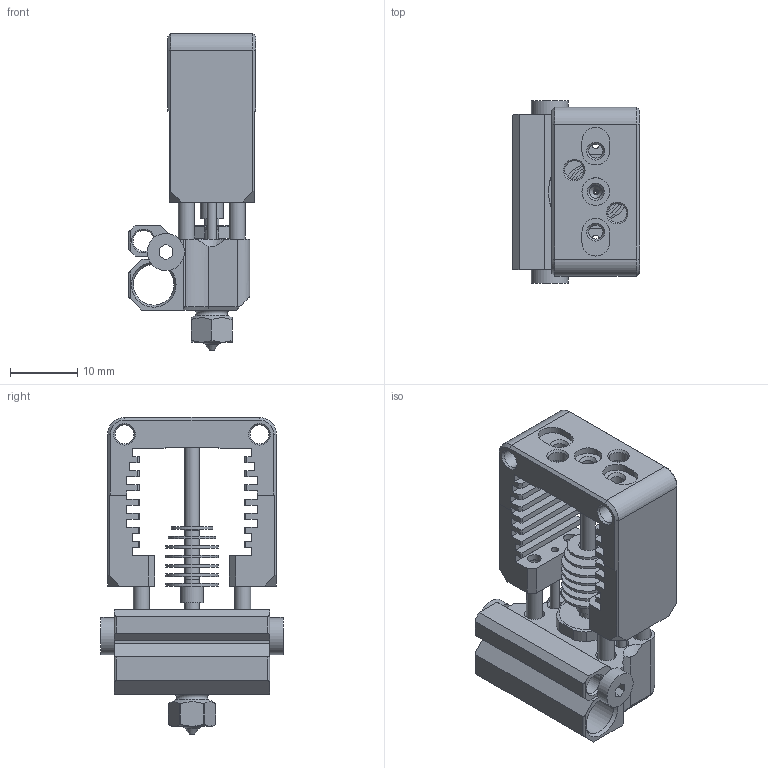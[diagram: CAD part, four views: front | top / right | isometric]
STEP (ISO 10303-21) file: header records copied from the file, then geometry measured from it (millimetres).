
FILE_DESCRIPTION(/* description */ (''),/* implementation_level */ '2;1');
FILE_NAME(/* name */ 'mosquito_model_to_publish v2.step',/* time_stamp */ '2020-09-29T22:34:45-07:00',/* author */ (''),/* organization */ (''),/* preprocessor_version */ 'ST-DEVELOPER v18.1',/* originating_system */ 'Autodesk Translation Framework v9.3.0.1241',/* authorisation */ '');
FILE_SCHEMA (('AUTOMOTIVE_DESIGN { 1 0 10303 214 3 1 1 }'));
Length unit declared in the file: millimetre
Products named in the file (1): mosquito_model_to_publish
Bounding box: 18.85 x 27 x 47 mm (x, y, z)
Surface area: 8065.2 mm2 (no closed solid volume)
Topology: 0 solids, 24 shells, 329 faces, 904 edges, 601 vertices
Faces by surface type: plane 201, cylinder 76, cone 49, torus 3
Full cylindrical faces by diameter (mm): 0.4 x1, 1.1 x2, 1.4 x2, 1.6 x2, 1.95 x1, 2 x4, 2.05 x4, 2.15 x1, 2.16 x4, 2.18 x1, 2.19 x1, 2.38 x4, 2.8 x6, 3.1 x3, 3.4 x1, 4.1 x1, 4.9 x2, 5.5 x2, 6 x1, 6.03 x1, 6.2 x1, 7 x1, 7.8 x5
Entity records: 10595 total; most frequent: CARTESIAN_POINT 1949, DIRECTION 1794, ORIENTED_EDGE 1705, EDGE_CURVE 904, LINE 610, VECTOR 610, VERTEX_POINT 601, AXIS2_PLACEMENT_3D 592
